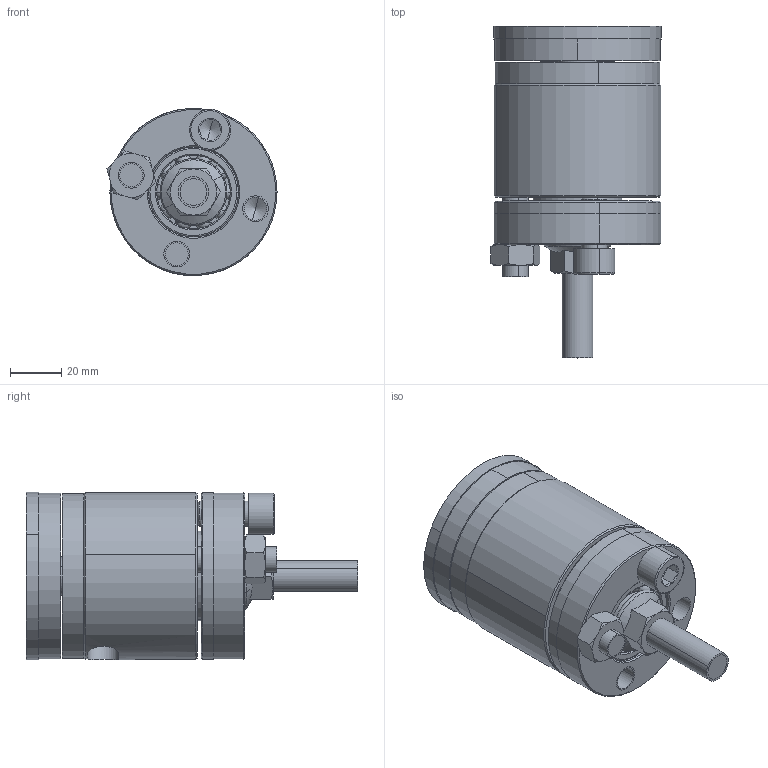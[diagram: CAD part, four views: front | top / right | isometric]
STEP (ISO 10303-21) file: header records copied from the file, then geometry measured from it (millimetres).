
FILE_DESCRIPTION(/* description */ ('VariCAD 2021-1.02 AP-214'),/* implementation_level */ '2;1');
FILE_NAME(/* name */ '06_160504_B-Grind_MK-VI.stp',/* time_stamp */ '2021-09-04T13:09:15+02:00',/* author */ (''),/* organization */ (''),/* preprocessor_version */ 'VariCAD 2021-1.02',/* originating_system */ 'VariCAD 2021-1.02; kernel version (20180118)',/* authorisation */ '');
FILE_SCHEMA(('AUTOMOTIVE_DESIGN'));
Length unit declared in the file: millimetre
Products named in the file (35): 06_160504_B-Grind_MK-VI; Screw M10x20; Nut M10; Nut M12
Assembly tree (34 placements, depth 2):
  06_160504_B-Grind_MK-VI
    (unnamed)
    (unnamed)
    (unnamed)
    (unnamed)
    (unnamed)
    (unnamed)
    (unnamed)
    (unnamed)
    (unnamed)
    (unnamed)
    (unnamed)
    (unnamed)
    (unnamed)
    (unnamed)
    (unnamed)
    (unnamed)
    (unnamed)
    (unnamed)
    (unnamed)
    (unnamed)
    (unnamed)
    (unnamed)
    (unnamed)
    (unnamed)
    (unnamed)
    Screw M10x20
    Nut M10
    (unnamed)
    Nut M12
    (unnamed)
    (unnamed)
    (unnamed)
    (unnamed)
    (unnamed)
Bounding box: 66.13 x 129 x 65 mm (x, y, z)
Volume: 241211.4 mm3; surface area: 84545.2 mm2
Topology: 34 solids, 34 shells, 425 faces, 979 edges, 554 vertices
Faces by surface type: cylinder 144, cone 88, sphere 80, plane 77, torus 36
Entity records: 13554 total; most frequent: CARTESIAN_POINT 2496, DIRECTION 2426, ORIENTED_EDGE 1768, AXIS2_PLACEMENT_3D 1086, EDGE_CURVE 884, CIRCLE 558, VERTEX_POINT 554, EDGE_LOOP 502
